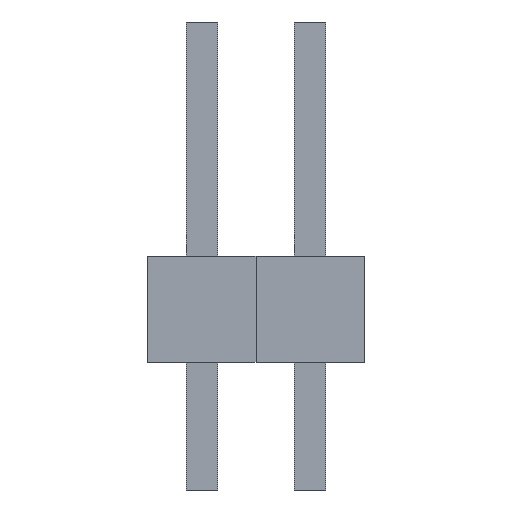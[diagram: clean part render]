
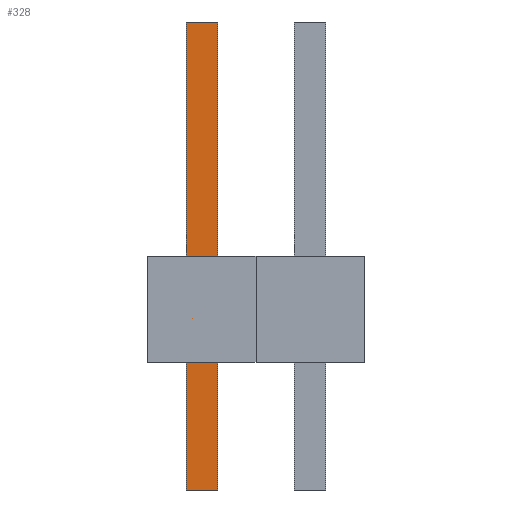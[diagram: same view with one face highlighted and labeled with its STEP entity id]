
A CAD part, front view. The second image highlights one B-rep face of the part: STEP entity #328.
In plain terms, the highlighted planar face has unit normal (0, -1, 0).
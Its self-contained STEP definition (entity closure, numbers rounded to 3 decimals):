
#13=DIRECTION('',(0.,0.,1.));
#14=DIRECTION('',(1.,0.,0.));
#169=VECTOR('',#13,1.);
#176=DIRECTION('',(0.,1.,0.));
#218=VECTOR('',#14,1.);
#282=EDGE_CURVE('',#283,#285,#287,.T.);
#283=VERTEX_POINT('',#284);
#284=CARTESIAN_POINT('',(-0.371,-0.371,-3.));
#285=VERTEX_POINT('',#286);
#286=CARTESIAN_POINT('',(-0.371,-0.371,8.));
#287=LINE('',#284,#169);
#306=ORIENTED_EDGE('',*,*,#307,.F.);
#307=EDGE_CURVE('',#308,#310,#312,.T.);
#308=VERTEX_POINT('',#309);
#309=CARTESIAN_POINT('',(0.371,-0.371,-3.));
#310=VERTEX_POINT('',#311);
#311=CARTESIAN_POINT('',(0.371,-0.371,8.));
#312=LINE('',#309,#169);
#328=ADVANCED_FACE('',(#329),#338,.F.);
#329=FACE_BOUND('',#330,.F.);
#330=EDGE_LOOP('',(#331,#334,#335,#306));
#331=ORIENTED_EDGE('',*,*,#332,.F.);
#332=EDGE_CURVE('',#283,#308,#333,.T.);
#333=LINE('',#284,#218);
#334=ORIENTED_EDGE('',*,*,#282,.T.);
#335=ORIENTED_EDGE('',*,*,#336,.T.);
#336=EDGE_CURVE('',#285,#310,#337,.T.);
#337=LINE('',#286,#218);
#338=PLANE('',#339);
#339=AXIS2_PLACEMENT_3D('',#284,#176,#13);
